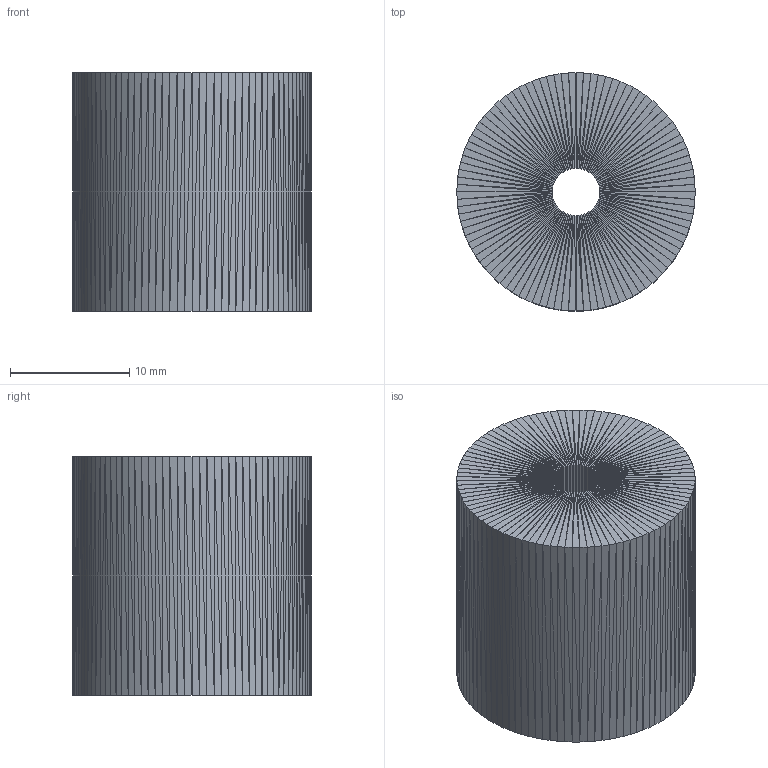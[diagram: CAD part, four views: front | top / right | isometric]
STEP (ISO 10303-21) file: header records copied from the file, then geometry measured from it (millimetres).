
FILE_DESCRIPTION((' Model'),'2;1');
FILE_NAME(' Shape Model','2024-09-09T20:46:17',(''),( ''),' ','','Unknown');
FILE_SCHEMA(('AUTOMOTIVE_DESIGN { 1 0 10303 214 1 1 1 1 }'));
Length unit declared in the file: millimetre
Products named in the file (1):  STEP translator 7.5 1
Bounding box: 20 x 20 x 20 mm (x, y, z)
Surface area: 2110.5 mm2 (no closed solid volume)
Topology: 0 solids, 1 shells, 800 faces, 1200 edges, 400 vertices
Faces by surface type: plane 800
Entity records: 30018 total; most frequent: CARTESIAN_POINT 6001, DIRECTION 4002, ORIENTED_EDGE 2400, LINE 2400, VECTOR 2400, PCURVE 2400, DEFINITIONAL_REPRESENTATION 2400, EDGE_CURVE 1200
